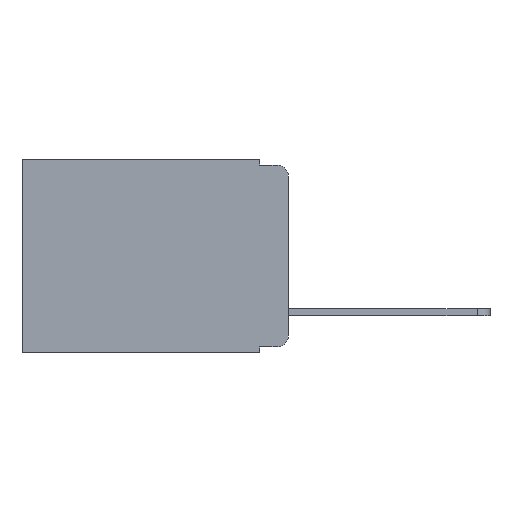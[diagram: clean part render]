
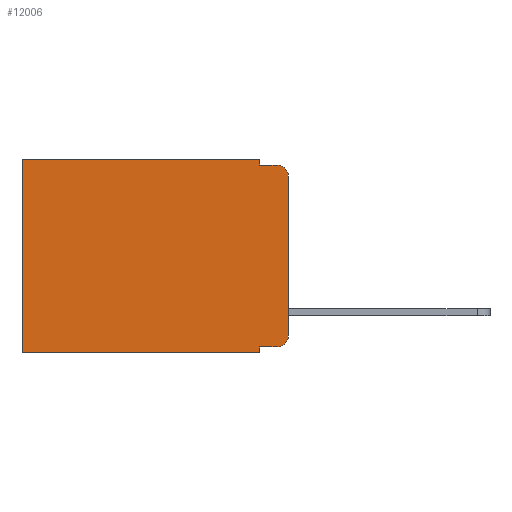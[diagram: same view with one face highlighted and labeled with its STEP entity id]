
A CAD part, left-side view. The second image highlights one B-rep face of the part: STEP entity #12006.
In plain terms, the highlighted planar face has unit normal (-1, 0, 0).
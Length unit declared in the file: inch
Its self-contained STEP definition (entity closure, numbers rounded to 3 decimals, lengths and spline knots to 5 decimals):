
#298 = ORIENTED_EDGE ( 'NONE', *, *, #17474, .T. ) ;
#618 = VECTOR ( 'NONE', #1015, 39.37008 ) ;
#866 = EDGE_CURVE ( 'NONE', #5629, #5965, #13646, .T. ) ;
#1015 = DIRECTION ( 'NONE',  ( 0., -1., 0. ) ) ;
#1431 = ORIENTED_EDGE ( 'NONE', *, *, #11823, .T. ) ;
#1503 = AXIS2_PLACEMENT_3D ( 'NONE', #2195, #12371, #3629 ) ;
#1749 = CARTESIAN_POINT ( 'NONE',  ( 0.298, 0.051, -0.01 ) ) ;
#1756 = VERTEX_POINT ( 'NONE', #17293 ) ;
#1879 = LINE ( 'NONE', #4855, #9171 ) ;
#2195 = CARTESIAN_POINT ( 'NONE',  ( 0.298, 0., 0. ) ) ;
#2433 = CARTESIAN_POINT ( 'NONE',  ( 0.298, 0.051, 0. ) ) ;
#3562 = CARTESIAN_POINT ( 'NONE',  ( 0.298, 0.051, -0.333 ) ) ;
#3629 = DIRECTION ( 'NONE',  ( 0., 0., -1. ) ) ;
#4012 = EDGE_CURVE ( 'NONE', #7086, #12034, #15974, .T. ) ;
#4016 = VERTEX_POINT ( 'NONE', #5581 ) ;
#4069 = VECTOR ( 'NONE', #5929, 39.37008 ) ;
#4420 = CARTESIAN_POINT ( 'NONE',  ( 0.298, 0.473, 0. ) ) ;
#4436 = VECTOR ( 'NONE', #13941, 39.37008 ) ;
#4749 = DIRECTION ( 'NONE',  ( -1., 0., 0. ) ) ;
#4777 = FACE_OUTER_BOUND ( 'NONE', #9554, .T. ) ;
#4806 = PLANE ( 'NONE',  #1503 ) ;
#4818 = ORIENTED_EDGE ( 'NONE', *, *, #4012, .F. ) ;
#4855 = CARTESIAN_POINT ( 'NONE',  ( 0.298, 0.051, 0. ) ) ;
#5178 = CARTESIAN_POINT ( 'NONE',  ( 0.298, 0.051, -0.343 ) ) ;
#5207 = DIRECTION ( 'NONE',  ( 0., 0., -1. ) ) ;
#5581 = CARTESIAN_POINT ( 'NONE',  ( 0.298, 0.473, 0. ) ) ;
#5629 = VERTEX_POINT ( 'NONE', #5178 ) ;
#5929 = DIRECTION ( 'NONE',  ( 0., 0., -1. ) ) ;
#5965 = VERTEX_POINT ( 'NONE', #13202 ) ;
#5993 = VECTOR ( 'NONE', #10806, 39.37008 ) ;
#6015 = CIRCLE ( 'NONE', #11830, 0.02 ) ;
#6152 = EDGE_CURVE ( 'NONE', #1756, #7103, #12257, .T. ) ;
#6578 = AXIS2_PLACEMENT_3D ( 'NONE', #13602, #13564, #13280 ) ;
#7086 = VERTEX_POINT ( 'NONE', #1749 ) ;
#7103 = VERTEX_POINT ( 'NONE', #10031 ) ;
#7632 = CARTESIAN_POINT ( 'NONE',  ( 0.298, 0.051, 0. ) ) ;
#7901 = LINE ( 'NONE', #13894, #11730 ) ;
#8147 = EDGE_CURVE ( 'NONE', #14132, #4016, #7901, .T. ) ;
#8259 = ORIENTED_EDGE ( 'NONE', *, *, #16482, .F. ) ;
#8473 = ORIENTED_EDGE ( 'NONE', *, *, #6152, .T. ) ;
#8690 = VERTEX_POINT ( 'NONE', #3562 ) ;
#9171 = VECTOR ( 'NONE', #10638, 39.37008 ) ;
#9554 = EDGE_LOOP ( 'NONE', ( #13650, #9829, #4818, #8259, #12122, #1431, #14804, #18466, #298, #8473 ) ) ;
#9703 = VECTOR ( 'NONE', #5207, 39.37008 ) ;
#9829 = ORIENTED_EDGE ( 'NONE', *, *, #10032, .T. ) ;
#10031 = CARTESIAN_POINT ( 'NONE',  ( 0.298, 0., -0.313 ) ) ;
#10032 = EDGE_CURVE ( 'NONE', #14269, #12034, #6015, .T. ) ;
#10089 = CARTESIAN_POINT ( 'NONE',  ( 0.298, 0.051, -0.01 ) ) ;
#10638 = DIRECTION ( 'NONE',  ( 0., 0., -1. ) ) ;
#10806 = DIRECTION ( 'NONE',  ( 0., 1., 0. ) ) ;
#11730 = VECTOR ( 'NONE', #12504, 39.37008 ) ;
#11823 = EDGE_CURVE ( 'NONE', #4016, #5965, #15628, .T. ) ;
#11830 = AXIS2_PLACEMENT_3D ( 'NONE', #13420, #4749, #14884 ) ;
#12006 = ADVANCED_FACE ( 'NONE', ( #4777 ), #4806, .F. ) ;
#12034 = VERTEX_POINT ( 'NONE', #15311 ) ;
#12039 = LINE ( 'NONE', #15729, #12485 ) ;
#12122 = ORIENTED_EDGE ( 'NONE', *, *, #8147, .T. ) ;
#12257 = CIRCLE ( 'NONE', #6578, 0.02 ) ;
#12371 = DIRECTION ( 'NONE',  ( 1., 0., 0. ) ) ;
#12445 = CARTESIAN_POINT ( 'NONE',  ( 0.298, 0., 0. ) ) ;
#12484 = CARTESIAN_POINT ( 'NONE',  ( 0.298, 0., -0.343 ) ) ;
#12485 = VECTOR ( 'NONE', #14297, 39.37008 ) ;
#12504 = DIRECTION ( 'NONE',  ( 0., 1., 0. ) ) ;
#13202 = CARTESIAN_POINT ( 'NONE',  ( 0.298, 0.473, -0.343 ) ) ;
#13280 = DIRECTION ( 'NONE',  ( 0., 0., -1. ) ) ;
#13420 = CARTESIAN_POINT ( 'NONE',  ( 0.298, 0.02, -0.03 ) ) ;
#13526 = LINE ( 'NONE', #12445, #9703 ) ;
#13564 = DIRECTION ( 'NONE',  ( -1., 0., 0. ) ) ;
#13602 = CARTESIAN_POINT ( 'NONE',  ( 0.298, 0.02, -0.313 ) ) ;
#13646 = LINE ( 'NONE', #12484, #5993 ) ;
#13650 = ORIENTED_EDGE ( 'NONE', *, *, #13817, .F. ) ;
#13817 = EDGE_CURVE ( 'NONE', #14269, #7103, #13526, .T. ) ;
#13894 = CARTESIAN_POINT ( 'NONE',  ( 0.298, 0., 0. ) ) ;
#13941 = DIRECTION ( 'NONE',  ( 0., 0., -1. ) ) ;
#14132 = VERTEX_POINT ( 'NONE', #7632 ) ;
#14269 = VERTEX_POINT ( 'NONE', #16588 ) ;
#14297 = DIRECTION ( 'NONE',  ( 0., -1., 0. ) ) ;
#14388 = EDGE_CURVE ( 'NONE', #8690, #5629, #15526, .T. ) ;
#14804 = ORIENTED_EDGE ( 'NONE', *, *, #866, .F. ) ;
#14884 = DIRECTION ( 'NONE',  ( 0., 0., -1. ) ) ;
#15311 = CARTESIAN_POINT ( 'NONE',  ( 0.298, 0.02, -0.01 ) ) ;
#15526 = LINE ( 'NONE', #2433, #4436 ) ;
#15628 = LINE ( 'NONE', #4420, #4069 ) ;
#15729 = CARTESIAN_POINT ( 'NONE',  ( 0.298, 0.051, -0.333 ) ) ;
#15974 = LINE ( 'NONE', #10089, #618 ) ;
#16482 = EDGE_CURVE ( 'NONE', #14132, #7086, #1879, .T. ) ;
#16588 = CARTESIAN_POINT ( 'NONE',  ( 0.298, 0., -0.03 ) ) ;
#17293 = CARTESIAN_POINT ( 'NONE',  ( 0.298, 0.02, -0.333 ) ) ;
#17474 = EDGE_CURVE ( 'NONE', #8690, #1756, #12039, .T. ) ;
#18466 = ORIENTED_EDGE ( 'NONE', *, *, #14388, .F. ) ;
